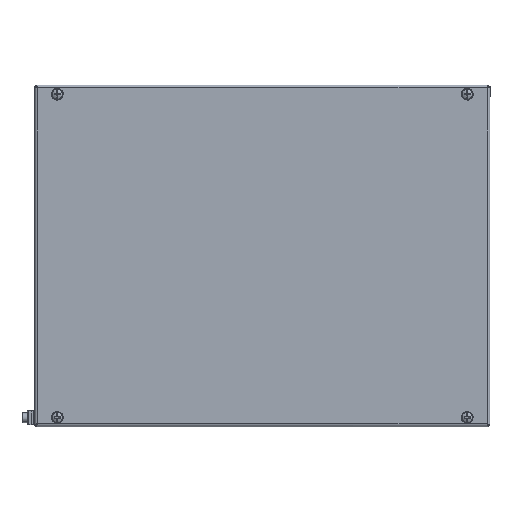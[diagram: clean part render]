
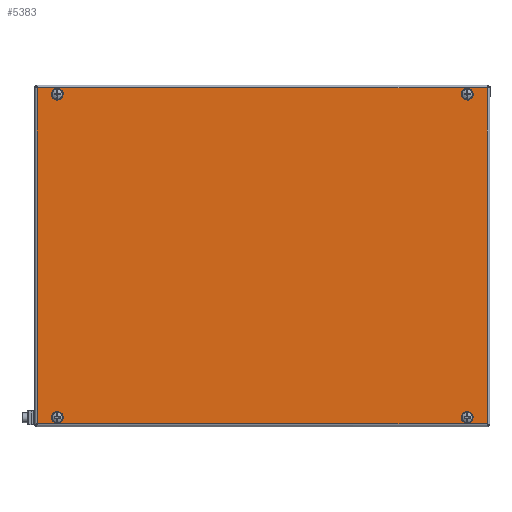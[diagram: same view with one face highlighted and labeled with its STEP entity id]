
A CAD part, top view. The second image highlights one B-rep face of the part: STEP entity #5383.
In plain terms, the highlighted face is planar.
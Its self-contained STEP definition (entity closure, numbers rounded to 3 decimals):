
#136 = VECTOR ( 'NONE', #4906, 1000. ) ;
#504 = CARTESIAN_POINT ( 'NONE',  ( -200., 150., 0. ) ) ;
#519 = CARTESIAN_POINT ( 'NONE',  ( -176., 142., 0. ) ) ;
#594 = LINE ( 'NONE', #13719, #136 ) ;
#626 = DIRECTION ( 'NONE',  ( 0., -1., 0. ) ) ;
#725 = CARTESIAN_POINT ( 'NONE',  ( 180., 142., 0. ) ) ;
#966 = CARTESIAN_POINT ( 'NONE',  ( 197.5, -147.5, 0. ) ) ;
#1151 = VERTEX_POINT ( 'NONE', #519 ) ;
#1460 = DIRECTION ( 'NONE',  ( 0., 0., -1. ) ) ;
#1477 = FACE_BOUND ( 'NONE', #18965, .T. ) ;
#1891 = EDGE_CURVE ( 'NONE', #9949, #9949, #9963, .T. ) ;
#1930 = DIRECTION ( 'NONE',  ( 0., 0., -1. ) ) ;
#1982 = DIRECTION ( 'NONE',  ( 1., 0., 0. ) ) ;
#2110 = AXIS2_PLACEMENT_3D ( 'NONE', #725, #11065, #2190 ) ;
#2190 = DIRECTION ( 'NONE',  ( -1., 0., 0. ) ) ;
#2408 = DIRECTION ( 'NONE',  ( 1., 0., 0. ) ) ;
#2648 = ORIENTED_EDGE ( 'NONE', *, *, #8290, .T. ) ;
#2921 = VECTOR ( 'NONE', #19066, 1000. ) ;
#3762 = EDGE_CURVE ( 'NONE', #9030, #9030, #12385, .T. ) ;
#4665 = EDGE_CURVE ( 'NONE', #1151, #1151, #12352, .T. ) ;
#4906 = DIRECTION ( 'NONE',  ( 0., 1., 0. ) ) ;
#4923 = PLANE ( 'NONE',  #10903 ) ;
#5099 = CARTESIAN_POINT ( 'NONE',  ( -198.743, 147.5, 0. ) ) ;
#5383 = ADVANCED_FACE ( 'NONE', ( #16712, #13253, #17164, #1477, #9342 ), #4923, .F. ) ;
#5475 = DIRECTION ( 'NONE',  ( 0., 0., -1. ) ) ;
#5633 = VECTOR ( 'NONE', #626, 1000. ) ;
#5804 = VERTEX_POINT ( 'NONE', #8005 ) ;
#6112 = LINE ( 'NONE', #18309, #5633 ) ;
#6523 = EDGE_CURVE ( 'NONE', #15458, #15458, #16229, .T. ) ;
#7409 = EDGE_CURVE ( 'NONE', #13847, #17480, #11250, .T. ) ;
#7413 = CARTESIAN_POINT ( 'NONE',  ( -197.5, 147.5, 0. ) ) ;
#8005 = CARTESIAN_POINT ( 'NONE',  ( 197.5, 147.5, 0. ) ) ;
#8290 = EDGE_CURVE ( 'NONE', #17480, #19081, #594, .T. ) ;
#8436 = EDGE_CURVE ( 'NONE', #19081, #5804, #9634, .T. ) ;
#9030 = VERTEX_POINT ( 'NONE', #18203 ) ;
#9342 = FACE_OUTER_BOUND ( 'NONE', #18009, .T. ) ;
#9634 = LINE ( 'NONE', #5099, #16985 ) ;
#9722 = ORIENTED_EDGE ( 'NONE', *, *, #3762, .F. ) ;
#9949 = VERTEX_POINT ( 'NONE', #10809 ) ;
#9963 = CIRCLE ( 'NONE', #16169, 4. ) ;
#10240 = CARTESIAN_POINT ( 'NONE',  ( 198.743, -147.5, 0. ) ) ;
#10289 = EDGE_CURVE ( 'NONE', #5804, #13847, #6112, .T. ) ;
#10310 = CARTESIAN_POINT ( 'NONE',  ( -180., 142., 0. ) ) ;
#10332 = ORIENTED_EDGE ( 'NONE', *, *, #1891, .F. ) ;
#10800 = CARTESIAN_POINT ( 'NONE',  ( -180., -142., 0. ) ) ;
#10809 = CARTESIAN_POINT ( 'NONE',  ( 184., -142., 0. ) ) ;
#10856 = DIRECTION ( 'NONE',  ( 0., 0., 1. ) ) ;
#10903 = AXIS2_PLACEMENT_3D ( 'NONE', #504, #10856, #1982 ) ;
#11046 = EDGE_LOOP ( 'NONE', ( #10332 ) ) ;
#11065 = DIRECTION ( 'NONE',  ( 0., 0., -1. ) ) ;
#11103 = EDGE_LOOP ( 'NONE', ( #9722 ) ) ;
#11250 = LINE ( 'NONE', #10240, #2921 ) ;
#11339 = ORIENTED_EDGE ( 'NONE', *, *, #8436, .T. ) ;
#11790 = DIRECTION ( 'NONE',  ( 1., 0., 0. ) ) ;
#12262 = EDGE_LOOP ( 'NONE', ( #17837 ) ) ;
#12264 = DIRECTION ( 'NONE',  ( -1., 0., 0. ) ) ;
#12352 = CIRCLE ( 'NONE', #15332, 4. ) ;
#12385 = CIRCLE ( 'NONE', #17788, 4. ) ;
#13253 = FACE_BOUND ( 'NONE', #11103, .T. ) ;
#13719 = CARTESIAN_POINT ( 'NONE',  ( -197.5, -148.743, 0. ) ) ;
#13847 = VERTEX_POINT ( 'NONE', #966 ) ;
#15332 = AXIS2_PLACEMENT_3D ( 'NONE', #10310, #1460, #11790 ) ;
#15458 = VERTEX_POINT ( 'NONE', #18273 ) ;
#16169 = AXIS2_PLACEMENT_3D ( 'NONE', #18766, #5475, #17334 ) ;
#16229 = CIRCLE ( 'NONE', #2110, 4. ) ;
#16607 = ORIENTED_EDGE ( 'NONE', *, *, #6523, .F. ) ;
#16616 = ORIENTED_EDGE ( 'NONE', *, *, #10289, .T. ) ;
#16712 = FACE_BOUND ( 'NONE', #11046, .T. ) ;
#16985 = VECTOR ( 'NONE', #2408, 1000. ) ;
#17164 = FACE_BOUND ( 'NONE', #12262, .T. ) ;
#17334 = DIRECTION ( 'NONE',  ( 1., 0., 0. ) ) ;
#17480 = VERTEX_POINT ( 'NONE', #17912 ) ;
#17788 = AXIS2_PLACEMENT_3D ( 'NONE', #10800, #1930, #12264 ) ;
#17837 = ORIENTED_EDGE ( 'NONE', *, *, #4665, .F. ) ;
#17912 = CARTESIAN_POINT ( 'NONE',  ( -197.5, -147.5, 0. ) ) ;
#18009 = EDGE_LOOP ( 'NONE', ( #18160, #2648, #11339, #16616 ) ) ;
#18160 = ORIENTED_EDGE ( 'NONE', *, *, #7409, .T. ) ;
#18203 = CARTESIAN_POINT ( 'NONE',  ( -184., -142., 0. ) ) ;
#18273 = CARTESIAN_POINT ( 'NONE',  ( 176., 142., 0. ) ) ;
#18309 = CARTESIAN_POINT ( 'NONE',  ( 197.5, 148.743, 0. ) ) ;
#18766 = CARTESIAN_POINT ( 'NONE',  ( 180., -142., 0. ) ) ;
#18965 = EDGE_LOOP ( 'NONE', ( #16607 ) ) ;
#19066 = DIRECTION ( 'NONE',  ( -1., 0., 0. ) ) ;
#19081 = VERTEX_POINT ( 'NONE', #7413 ) ;
